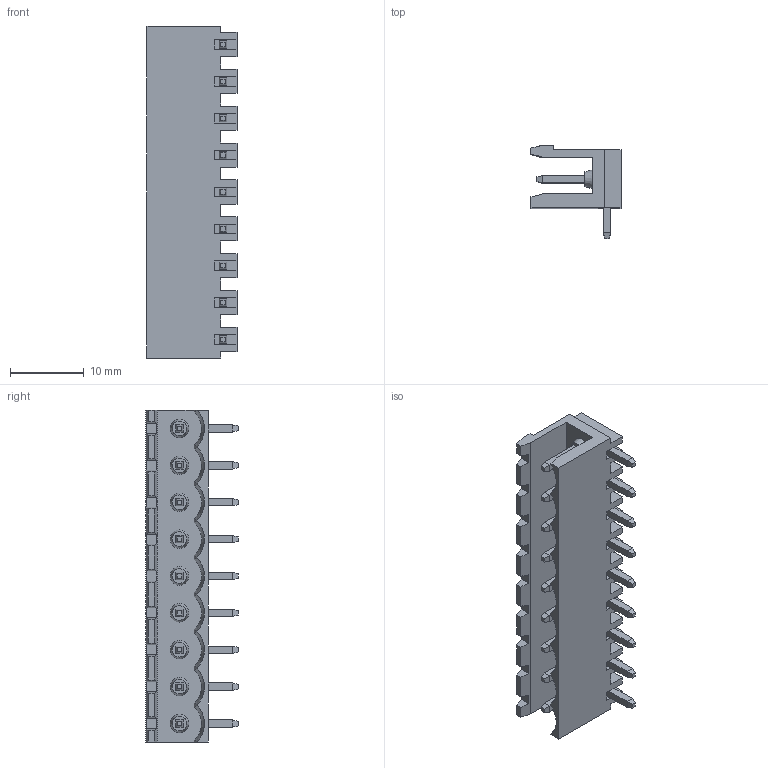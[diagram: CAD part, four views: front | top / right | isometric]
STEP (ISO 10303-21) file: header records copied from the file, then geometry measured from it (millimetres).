
FILE_DESCRIPTION(('STEP AP214'),'1');
FILE_NAME('PV09-5-H.stp','2021-03-31T15:59:06',(' '),(' '),'Spatial InterOp 3D',' ',' ');
FILE_SCHEMA(('automotive_design'));
Length unit declared in the file: metre
Products named in the file (1): 1
Bounding box: 12.2 x 12.6 x 45 mm (x, y, z)
Volume: 1960 mm3; surface area: 3793.5 mm2
Topology: 1 solids, 1 shells, 489 faces, 1227 edges, 779 vertices
Faces by surface type: plane 448, cylinder 22, cone 18, extrusion 1
Entity records: 18048 total; most frequent: CARTESIAN_POINT 2541, ORIENTED_EDGE 2418, DIRECTION 2239, EDGE_CURVE 1209, VECTOR 1119, LINE 1118, VERTEX_POINT 770, AXIS2_PLACEMENT_3D 560
